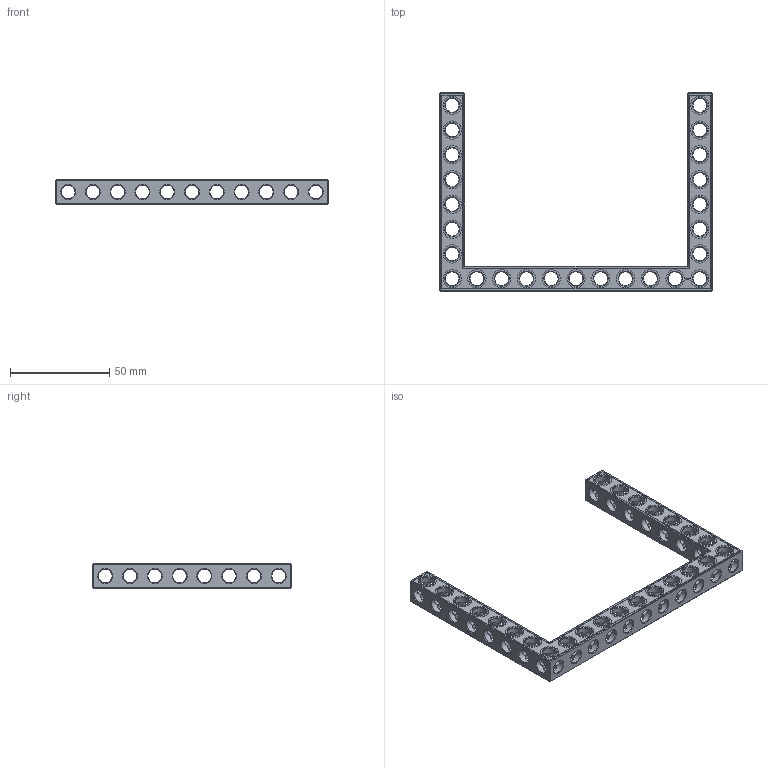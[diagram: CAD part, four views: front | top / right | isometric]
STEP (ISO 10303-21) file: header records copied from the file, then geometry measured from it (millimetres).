
FILE_DESCRIPTION(('FreeCAD Model'),'2;1');
FILE_NAME('Open CASCADE Shape Model','2022-02-26T15:01:33',('Author'),( ''),'Open CASCADE STEP processor 7.5','FreeCAD','Unknown');
FILE_SCHEMA(('AUTOMOTIVE_DESIGN { 1 0 10303 214 1 1 1 1 }'));
Products named in the file (1): Beam AGD ESS USH SYM BU11x08x01 - SPN-BEM-0467 (stemfie.org)
Bounding box: 137.5 x 100 x 12.5 mm (x, y, z)
Volume: 24425.1 mm3; surface area: 21885 mm2
Topology: 1 solids, 1 shells, 792 faces, 2361 edges, 1530 vertices
Faces by surface type: plane 405, cylinder 151, extrusion 134, cone 102
Full cylindrical faces by diameter (mm): 6.98 x18, 7 x108, 9.2 x25
Entity records: 132851 total; most frequent: CARTESIAN_POINT 88365, DIRECTION 7299, VECTOR 4778, ORIENTED_EDGE 4722, PCURVE 4722, DEFINITIONAL_REPRESENTATION 4722, LINE 4644, EDGE_CURVE 2361
